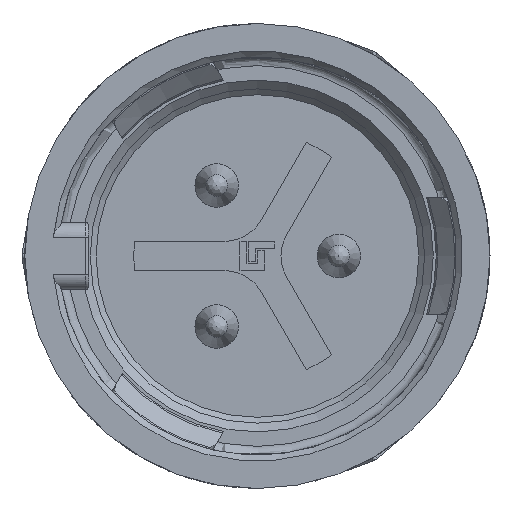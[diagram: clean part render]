
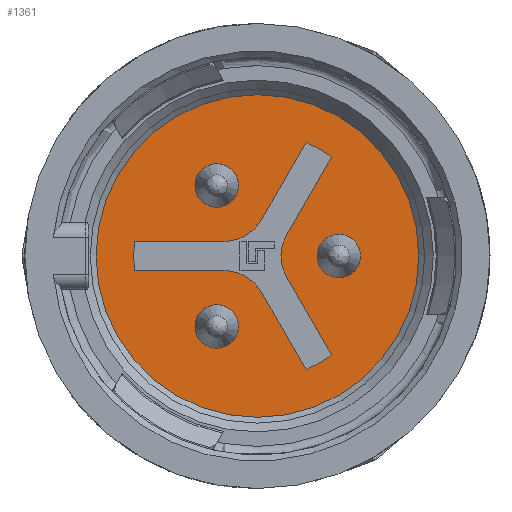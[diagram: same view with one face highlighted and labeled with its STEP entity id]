
A CAD part, left-side view. The second image highlights one B-rep face of the part: STEP entity #1361.
In plain terms, the highlighted planar face has unit normal (-1, 0, 0).
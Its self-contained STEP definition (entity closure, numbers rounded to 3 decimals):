
#156=PLANE('',#4850);
#569=LINE('',#9352,#809);
#570=LINE('',#9357,#810);
#571=LINE('',#9361,#811);
#572=LINE('',#9365,#812);
#573=LINE('',#9369,#813);
#574=LINE('',#9373,#814);
#809=VECTOR('',#5553,1.);
#810=VECTOR('',#5556,1.);
#811=VECTOR('',#5559,1.);
#812=VECTOR('',#5562,1.);
#813=VECTOR('',#5565,1.);
#814=VECTOR('',#5568,1.);
#1361=ADVANCED_FACE('',(#1685,#1686,#1687,#1688,#1689),#156,.F.);
#1685=FACE_BOUND('',#1856,.T.);
#1686=FACE_BOUND('',#1857,.T.);
#1687=FACE_BOUND('',#1858,.T.);
#1688=FACE_BOUND('',#1859,.T.);
#1689=FACE_BOUND('',#1860,.T.);
#1856=EDGE_LOOP('',(#2627));
#1857=EDGE_LOOP('',(#2628));
#1858=EDGE_LOOP('',(#2629));
#1859=EDGE_LOOP('',(#2630,#2631,#2632,#2633,#2634,#2635,#2636,#2637,#2638,
#2639,#2640,#2641));
#1860=EDGE_LOOP('',(#2642));
#2627=ORIENTED_EDGE('',*,*,#4180,.T.);
#2628=ORIENTED_EDGE('',*,*,#4181,.T.);
#2629=ORIENTED_EDGE('',*,*,#4182,.T.);
#2630=ORIENTED_EDGE('',*,*,#4183,.T.);
#2631=ORIENTED_EDGE('',*,*,#4184,.T.);
#2632=ORIENTED_EDGE('',*,*,#4185,.T.);
#2633=ORIENTED_EDGE('',*,*,#4186,.T.);
#2634=ORIENTED_EDGE('',*,*,#4187,.T.);
#2635=ORIENTED_EDGE('',*,*,#4188,.T.);
#2636=ORIENTED_EDGE('',*,*,#4189,.T.);
#2637=ORIENTED_EDGE('',*,*,#4190,.T.);
#2638=ORIENTED_EDGE('',*,*,#4191,.T.);
#2639=ORIENTED_EDGE('',*,*,#4192,.T.);
#2640=ORIENTED_EDGE('',*,*,#4193,.T.);
#2641=ORIENTED_EDGE('',*,*,#4194,.T.);
#2642=ORIENTED_EDGE('',*,*,#4195,.T.);
#3670=VERTEX_POINT('',#9347);
#3671=VERTEX_POINT('',#9349);
#3672=VERTEX_POINT('',#9351);
#3673=VERTEX_POINT('',#9353);
#3674=VERTEX_POINT('',#9354);
#3675=VERTEX_POINT('',#9356);
#3676=VERTEX_POINT('',#9358);
#3677=VERTEX_POINT('',#9360);
#3678=VERTEX_POINT('',#9362);
#3679=VERTEX_POINT('',#9364);
#3680=VERTEX_POINT('',#9366);
#3681=VERTEX_POINT('',#9368);
#3682=VERTEX_POINT('',#9370);
#3683=VERTEX_POINT('',#9372);
#3684=VERTEX_POINT('',#9374);
#3685=VERTEX_POINT('',#9377);
#4180=EDGE_CURVE('',#3670,#3670,#4556,.T.);
#4181=EDGE_CURVE('',#3671,#3671,#4557,.T.);
#4182=EDGE_CURVE('',#3672,#3672,#4558,.T.);
#4183=EDGE_CURVE('',#3673,#3674,#569,.T.);
#4184=EDGE_CURVE('',#3674,#3675,#4559,.T.);
#4185=EDGE_CURVE('',#3675,#3676,#570,.T.);
#4186=EDGE_CURVE('',#3676,#3677,#4560,.T.);
#4187=EDGE_CURVE('',#3677,#3678,#571,.T.);
#4188=EDGE_CURVE('',#3678,#3679,#4561,.T.);
#4189=EDGE_CURVE('',#3679,#3680,#572,.T.);
#4190=EDGE_CURVE('',#3680,#3681,#4562,.T.);
#4191=EDGE_CURVE('',#3681,#3682,#573,.T.);
#4192=EDGE_CURVE('',#3682,#3683,#4563,.T.);
#4193=EDGE_CURVE('',#3683,#3684,#574,.T.);
#4194=EDGE_CURVE('',#3684,#3673,#4564,.T.);
#4195=EDGE_CURVE('',#3685,#3685,#4565,.T.);
#4556=CIRCLE('',#4840,0.75);
#4557=CIRCLE('',#4841,0.75);
#4558=CIRCLE('',#4842,0.75);
#4559=CIRCLE('',#4843,1.5);
#4560=CIRCLE('',#4844,4.25);
#4561=CIRCLE('',#4845,1.5);
#4562=CIRCLE('',#4846,4.25);
#4563=CIRCLE('',#4847,1.5);
#4564=CIRCLE('',#4848,4.25);
#4565=CIRCLE('',#4849,5.55);
#4840=AXIS2_PLACEMENT_3D('',#9346,#5547,#5548);
#4841=AXIS2_PLACEMENT_3D('',#9348,#5549,#5550);
#4842=AXIS2_PLACEMENT_3D('',#9350,#5551,#5552);
#4843=AXIS2_PLACEMENT_3D('',#9355,#5554,#5555);
#4844=AXIS2_PLACEMENT_3D('',#9359,#5557,#5558);
#4845=AXIS2_PLACEMENT_3D('',#9363,#5560,#5561);
#4846=AXIS2_PLACEMENT_3D('',#9367,#5563,#5564);
#4847=AXIS2_PLACEMENT_3D('',#9371,#5566,#5567);
#4848=AXIS2_PLACEMENT_3D('',#9375,#5569,#5570);
#4849=AXIS2_PLACEMENT_3D('',#9376,#5571,#5572);
#4850=AXIS2_PLACEMENT_3D('',#9378,#5573,#5574);
#5547=DIRECTION('',(1.,0.,0.));
#5548=DIRECTION('',(0.,0.,-1.));
#5549=DIRECTION('',(1.,0.,0.));
#5550=DIRECTION('',(0.,0.,-1.));
#5551=DIRECTION('',(1.,0.,0.));
#5552=DIRECTION('',(0.,0.,-1.));
#5553=DIRECTION('',(0.,0.5,0.866));
#5554=DIRECTION('',(-1.,0.,0.));
#5555=DIRECTION('',(0.,0.,-1.));
#5556=DIRECTION('',(0.,1.,0.));
#5557=DIRECTION('',(1.,0.,0.));
#5558=DIRECTION('',(0.,-0.5,0.866));
#5559=DIRECTION('',(0.,-1.,0.));
#5560=DIRECTION('',(-1.,0.,0.));
#5561=DIRECTION('',(0.,0.,-1.));
#5562=DIRECTION('',(0.,-0.5,0.866));
#5563=DIRECTION('',(1.,0.,0.));
#5564=DIRECTION('',(0.,-0.5,0.866));
#5565=DIRECTION('',(0.,0.5,-0.866));
#5566=DIRECTION('',(-1.,0.,0.));
#5567=DIRECTION('',(0.,0.,-1.));
#5568=DIRECTION('',(0.,-0.5,-0.866));
#5569=DIRECTION('',(1.,0.,0.));
#5570=DIRECTION('',(0.,-0.5,0.866));
#5571=DIRECTION('',(-1.,0.,0.));
#5572=DIRECTION('',(0.,0.,-1.));
#5573=DIRECTION('',(1.,0.,0.));
#5574=DIRECTION('',(0.,0.,-1.));
#9346=CARTESIAN_POINT('',(10.4,1.4,-2.425));
#9347=CARTESIAN_POINT('',(10.4,1.4,-3.175));
#9348=CARTESIAN_POINT('',(10.4,1.4,2.425));
#9349=CARTESIAN_POINT('',(10.4,1.4,1.675));
#9350=CARTESIAN_POINT('',(10.4,-2.8,0.));
#9351=CARTESIAN_POINT('',(10.4,-2.8,-0.75));
#9352=CARTESIAN_POINT('',(10.4,-1.677,-3.905));
#9353=CARTESIAN_POINT('',(10.4,-1.677,-3.905));
#9354=CARTESIAN_POINT('',(10.4,-0.144,-1.25));
#9355=CARTESIAN_POINT('',(10.4,1.155,-2.));
#9356=CARTESIAN_POINT('',(10.4,1.155,-0.5));
#9357=CARTESIAN_POINT('',(10.4,0.289,-0.5));
#9358=CARTESIAN_POINT('',(10.4,4.22,-0.5));
#9359=CARTESIAN_POINT('',(10.4,0.,0.));
#9360=CARTESIAN_POINT('',(10.4,4.22,0.5));
#9361=CARTESIAN_POINT('',(10.4,4.22,0.5));
#9362=CARTESIAN_POINT('',(10.4,1.155,0.5));
#9363=CARTESIAN_POINT('',(10.4,1.155,2.));
#9364=CARTESIAN_POINT('',(10.4,-0.144,1.25));
#9365=CARTESIAN_POINT('',(10.4,0.289,0.5));
#9366=CARTESIAN_POINT('',(10.4,-1.677,3.905));
#9367=CARTESIAN_POINT('',(10.4,0.,0.));
#9368=CARTESIAN_POINT('',(10.4,-2.543,3.405));
#9369=CARTESIAN_POINT('',(10.4,-2.543,3.405));
#9370=CARTESIAN_POINT('',(10.4,-1.01,0.75));
#9371=CARTESIAN_POINT('',(10.4,-2.309,0.));
#9372=CARTESIAN_POINT('',(10.4,-1.01,-0.75));
#9373=CARTESIAN_POINT('',(10.4,-0.577,0.));
#9374=CARTESIAN_POINT('',(10.4,-2.543,-3.405));
#9375=CARTESIAN_POINT('',(10.4,0.,0.));
#9376=CARTESIAN_POINT('',(10.4,0.,0.));
#9377=CARTESIAN_POINT('',(10.4,0.,-5.55));
#9378=CARTESIAN_POINT('',(10.4,0.,0.));
